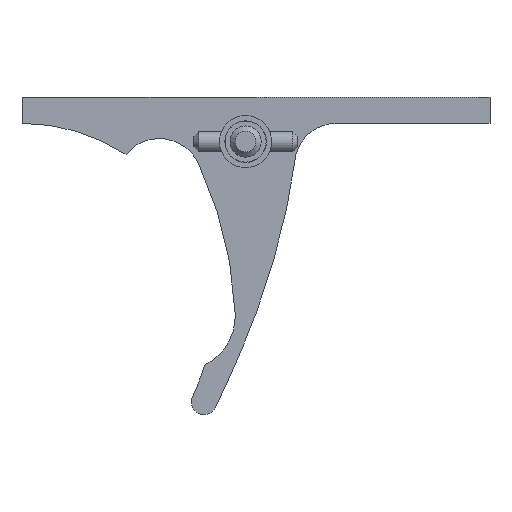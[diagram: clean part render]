
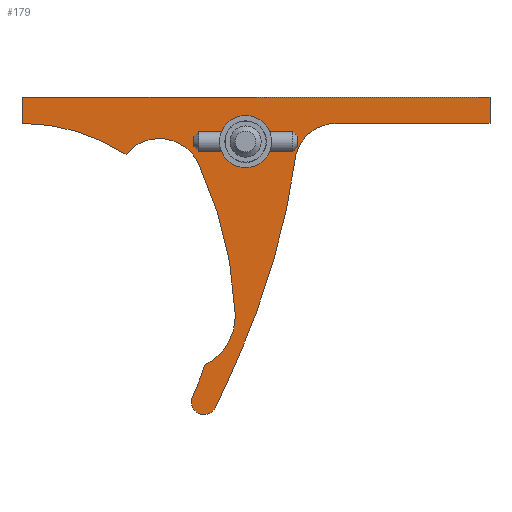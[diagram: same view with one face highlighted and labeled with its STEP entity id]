
A CAD part, left-side view. The second image highlights one B-rep face of the part: STEP entity #179.
In plain terms, the highlighted planar face has unit normal (-1, 0, 0).
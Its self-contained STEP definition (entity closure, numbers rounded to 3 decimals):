
#56 = VERTEX_POINT('',#57);
#57 = CARTESIAN_POINT('',(-20.,-52.682,30.5));
#75 = VERTEX_POINT('',#76);
#76 = CARTESIAN_POINT('',(-20.,-60.428,36.5));
#82 = EDGE_CURVE('',#56,#75,#83,.T.);
#83 = CIRCLE('',#84,8.);
#84 = AXIS2_PLACEMENT_3D('',#85,#86,#87);
#85 = CARTESIAN_POINT('',(-20.,-60.428,28.5));
#86 = DIRECTION('',(1.,0.,0.));
#87 = DIRECTION('',(0.,1.,0.));
#108 = VERTEX_POINT('',#109);
#109 = CARTESIAN_POINT('',(-20.,-45.,0.));
#115 = EDGE_CURVE('',#56,#108,#116,.T.);
#116 = CIRCLE('',#117,140.);
#117 = AXIS2_PLACEMENT_3D('',#118,#119,#120);
#118 = CARTESIAN_POINT('',(-20.,86.059,49.229));
#119 = DIRECTION('',(1.,0.,0.));
#120 = DIRECTION('',(0.,1.,0.));
#140 = VERTEX_POINT('',#141);
#141 = CARTESIAN_POINT('',(-20.,-90.,36.5));
#147 = EDGE_CURVE('',#75,#140,#148,.T.);
#148 = LINE('',#149,#150);
#149 = CARTESIAN_POINT('',(-20.,-60.428,36.5));
#150 = VECTOR('',#151,1.);
#151 = DIRECTION('',(0.,-1.,0.));
#179 = ADVANCED_FACE('',(#180,#270),#281,.F.);
#180 = FACE_BOUND('',#181,.T.);
#181 = EDGE_LOOP('',(#182,#183,#184,#192,#200,#208,#217,#226,#235,#244,
    #253,#262,#269));
#182 = ORIENTED_EDGE('',*,*,#82,.T.);
#183 = ORIENTED_EDGE('',*,*,#147,.T.);
#184 = ORIENTED_EDGE('',*,*,#185,.T.);
#185 = EDGE_CURVE('',#140,#186,#188,.T.);
#186 = VERTEX_POINT('',#187);
#187 = CARTESIAN_POINT('',(-20.,-90.,41.5));
#188 = LINE('',#189,#190);
#189 = CARTESIAN_POINT('',(-20.,-90.,36.5));
#190 = VECTOR('',#191,1.);
#191 = DIRECTION('',(0.,0.,1.));
#192 = ORIENTED_EDGE('',*,*,#193,.T.);
#193 = EDGE_CURVE('',#186,#194,#196,.T.);
#194 = VERTEX_POINT('',#195);
#195 = CARTESIAN_POINT('',(-20.,0.,41.5));
#196 = LINE('',#197,#198);
#197 = CARTESIAN_POINT('',(-20.,-90.,41.5));
#198 = VECTOR('',#199,1.);
#199 = DIRECTION('',(0.,1.,0.));
#200 = ORIENTED_EDGE('',*,*,#201,.T.);
#201 = EDGE_CURVE('',#194,#202,#204,.T.);
#202 = VERTEX_POINT('',#203);
#203 = CARTESIAN_POINT('',(-20.,0.,36.5));
#204 = LINE('',#205,#206);
#205 = CARTESIAN_POINT('',(-20.,0.,41.5));
#206 = VECTOR('',#207,1.);
#207 = DIRECTION('',(0.,0.,-1.));
#208 = ORIENTED_EDGE('',*,*,#209,.T.);
#209 = EDGE_CURVE('',#202,#210,#212,.T.);
#210 = VERTEX_POINT('',#211);
#211 = CARTESIAN_POINT('',(-20.,-20.,30.533));
#212 = CIRCLE('',#213,36.5);
#213 = AXIS2_PLACEMENT_3D('',#214,#215,#216);
#214 = CARTESIAN_POINT('',(-20.,0.,0.));
#215 = DIRECTION('',(1.,0.,0.));
#216 = DIRECTION('',(0.,1.,0.));
#217 = ORIENTED_EDGE('',*,*,#218,.T.);
#218 = EDGE_CURVE('',#210,#219,#221,.T.);
#219 = VERTEX_POINT('',#220);
#220 = CARTESIAN_POINT('',(-20.,-33.933,28.782));
#221 = CIRCLE('',#222,8.29);
#222 = AXIS2_PLACEMENT_3D('',#223,#224,#225);
#223 = CARTESIAN_POINT('',(-20.,-26.417,25.284));
#224 = DIRECTION('',(1.,0.,0.));
#225 = DIRECTION('',(0.,1.,0.));
#226 = ORIENTED_EDGE('',*,*,#227,.T.);
#227 = EDGE_CURVE('',#219,#228,#230,.T.);
#228 = VERTEX_POINT('',#229);
#229 = CARTESIAN_POINT('',(-20.,-41.,0.));
#230 = CIRCLE('',#231,76.584);
#231 = AXIS2_PLACEMENT_3D('',#232,#233,#234);
#232 = CARTESIAN_POINT('',(-20.,35.503,-3.525));
#233 = DIRECTION('',(1.,0.,0.));
#234 = DIRECTION('',(0.,1.,0.));
#235 = ORIENTED_EDGE('',*,*,#236,.T.);
#236 = EDGE_CURVE('',#228,#237,#239,.T.);
#237 = VERTEX_POINT('',#238);
#238 = CARTESIAN_POINT('',(-20.,-35.103,-10.));
#239 = CIRCLE('',#240,10.611);
#240 = AXIS2_PLACEMENT_3D('',#241,#242,#243);
#241 = CARTESIAN_POINT('',(-20.,-30.401,-0.488));
#242 = DIRECTION('',(1.,0.,0.));
#243 = DIRECTION('',(0.,1.,0.));
#244 = ORIENTED_EDGE('',*,*,#245,.T.);
#245 = EDGE_CURVE('',#237,#246,#248,.T.);
#246 = VERTEX_POINT('',#247);
#247 = CARTESIAN_POINT('',(-20.,-32.807,-15.998));
#248 = CIRCLE('',#249,36.5);
#249 = AXIS2_PLACEMENT_3D('',#250,#251,#252);
#250 = CARTESIAN_POINT('',(-20.,0.,0.));
#251 = DIRECTION('',(1.,0.,0.));
#252 = DIRECTION('',(0.,1.,0.));
#253 = ORIENTED_EDGE('',*,*,#254,.F.);
#254 = EDGE_CURVE('',#255,#246,#257,.T.);
#255 = VERTEX_POINT('',#256);
#256 = CARTESIAN_POINT('',(-20.,-37.193,-18.136));
#257 = CIRCLE('',#258,2.439);
#258 = AXIS2_PLACEMENT_3D('',#259,#260,#261);
#259 = CARTESIAN_POINT('',(-20.,-35.,-17.067));
#260 = DIRECTION('',(1.,0.,0.));
#261 = DIRECTION('',(0.,1.,0.));
#262 = ORIENTED_EDGE('',*,*,#263,.F.);
#263 = EDGE_CURVE('',#108,#255,#264,.T.);
#264 = CIRCLE('',#265,209.287);
#265 = AXIS2_PLACEMENT_3D('',#266,#267,#268);
#266 = CARTESIAN_POINT('',(-20.,150.922,73.593));
#267 = DIRECTION('',(1.,0.,0.));
#268 = DIRECTION('',(0.,1.,0.));
#269 = ORIENTED_EDGE('',*,*,#115,.F.);
#270 = FACE_BOUND('',#271,.T.);
#271 = EDGE_LOOP('',(#272));
#272 = ORIENTED_EDGE('',*,*,#273,.T.);
#273 = EDGE_CURVE('',#274,#274,#276,.T.);
#274 = VERTEX_POINT('',#275);
#275 = CARTESIAN_POINT('',(-20.,-38.,33.));
#276 = CIRCLE('',#277,5.);
#277 = AXIS2_PLACEMENT_3D('',#278,#279,#280);
#278 = CARTESIAN_POINT('',(-20.,-43.,33.));
#279 = DIRECTION('',(1.,0.,0.));
#280 = DIRECTION('',(0.,1.,0.));
#281 = PLANE('',#282);
#282 = AXIS2_PLACEMENT_3D('',#283,#284,#285);
#283 = CARTESIAN_POINT('',(-20.,-43.618,26.135));
#284 = DIRECTION('',(1.,0.,0.));
#285 = DIRECTION('',(0.,0.,1.));
